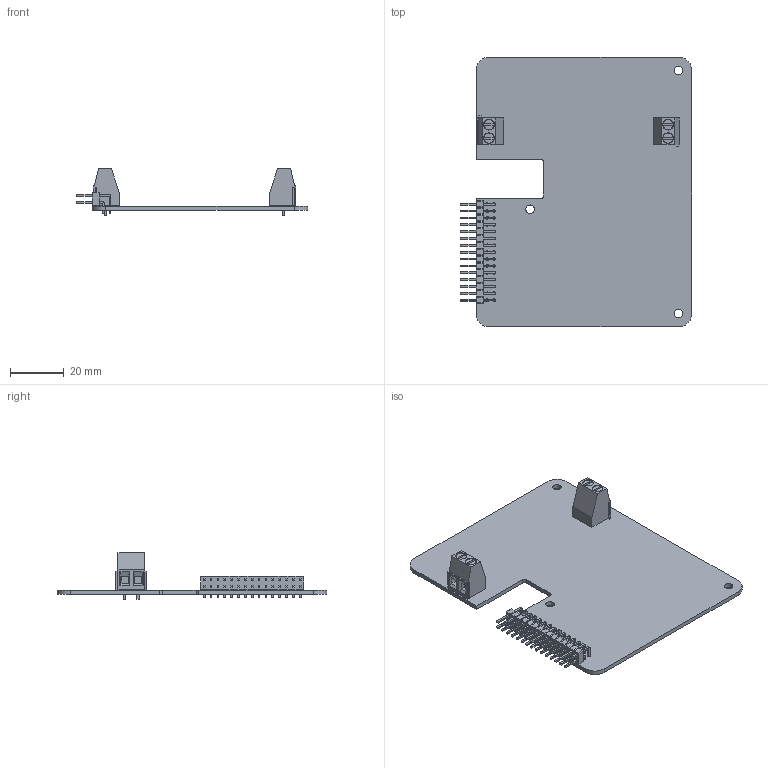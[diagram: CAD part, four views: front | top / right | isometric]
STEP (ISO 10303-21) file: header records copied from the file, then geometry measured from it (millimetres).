
FILE_DESCRIPTION(/* description */ ('KiCad electronic assembly','CAx-IF Rec.Pracs.---Representation and Presentation of Product Manufacturing Information (PMI)---4.0---2014-10-13'),/* implementation_level */ '2;1');
FILE_NAME(/* name */ 'Leviathan_Ext_Template.step',/* time_stamp */ '2025-01-24T17:50:22+08:00',/* author */ (''),/* organization */ (''),/* preprocessor_version */ 'ST-DEVELOPER v20',/* originating_system */ 'Autodesk Translation Framework v13.20.0.188',/* authorisation */ '');
FILE_SCHEMA (('AP242_MANAGED_MODEL_BASED_3D_ENGINEERING_MIM_LF { 1 0 10303 442 1 1 4 }'));
Length unit declared in the file: millimetre
Products named in the file (6): Leviathan_EB_V1.1 1; TerminalBlock_Phoenix_MKDS-1,5-2_1x02_P5.00mm_Horizontal; TerminalBlock_Phoenix_MKDS_15_2_1x02_P500mm_Horizontal; PinHeader_2x15_P2.54mm_Horizontal; PinHeader_2x15_P254mm_Horizontal; Extension_Board_Template_PCB
Assembly tree (6 placements, depth 3):
  Leviathan_EB_V1.1 1
    TerminalBlock_Phoenix_MKDS-1,5-2_1x02_P5.00mm_Horizontal  x2
      TerminalBlock_Phoenix_MKDS_15_2_1x02_P500mm_Horizontal
    PinHeader_2x15_P2.54mm_Horizontal
      PinHeader_2x15_P254mm_Horizontal
    Extension_Board_Template_PCB
Bounding box: 85.88 x 100 x 17.3 mm (x, y, z)
Volume: 14761.2 mm3; surface area: 20377.5 mm2
Topology: 4 solids, 4 shells, 955 faces, 2349 edges, 1470 vertices
Faces by surface type: plane 874, cylinder 81
Full cylindrical faces by diameter (mm): 1 x30, 1.3 x4, 3.2 x3, 3.8 x4, 4 x4
Entity records: 25951 total; most frequent: CARTESIAN_POINT 4330, ORIENTED_EDGE 4248, DIRECTION 4066, EDGE_CURVE 2124, LINE 1938, VECTOR 1938, VERTEX_POINT 1328, AXIS2_PLACEMENT_3D 1064
